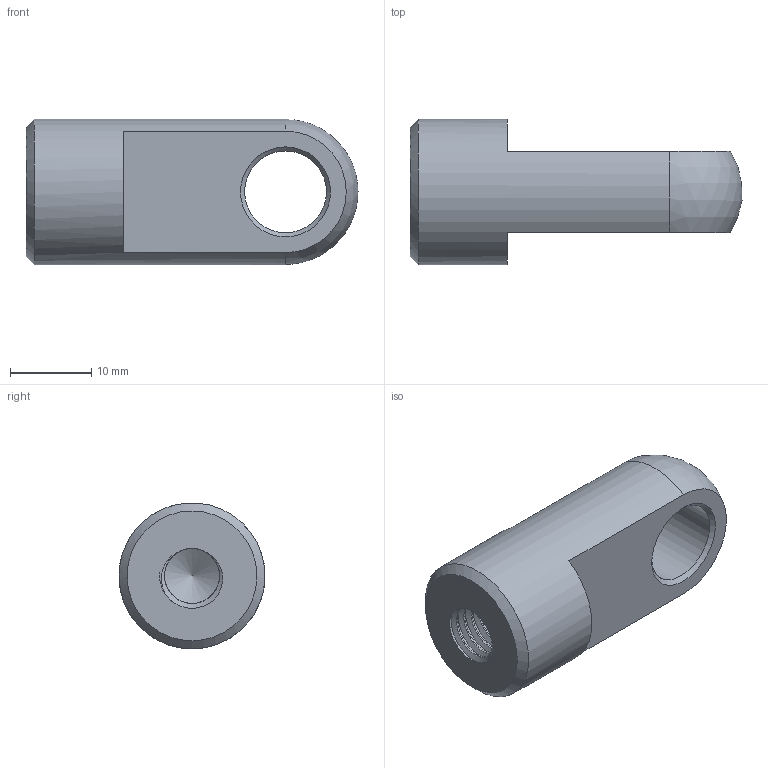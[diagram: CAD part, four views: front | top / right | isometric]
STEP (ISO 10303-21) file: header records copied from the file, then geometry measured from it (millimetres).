
FILE_DESCRIPTION(/* description */ (''),/* implementation_level */ '2;1');
FILE_NAME(/* name */ 'AU32.stp',/* time_stamp */ '2024-04-16T15:41:40+03:00',/* author */ (''),/* organization */ (''),/* preprocessor_version */ 'ST-DEVELOPER v16',/* originating_system */ 'SIEMENS PLM Software NX 11.0',/* authorisation */ '');
FILE_SCHEMA (('AUTOMOTIVE_DESIGN { 1 0 10303 214 3 1 1 1 }'));
Length unit declared in the file: millimetre
Products named in the file (1): AR16_stp
Bounding box: 40.94 x 18 x 17.97 mm (x, y, z)
Volume: 6050.5 mm3; surface area: 3156.6 mm2
Topology: 1 solids, 1 shells, 29 faces, 78 edges, 51 vertices
Faces by surface type: cylinder 16, plane 6, cone 4, bspline 2, sphere 1
Full cylindrical faces by diameter (mm): 6.8 x12, 10.1 x1, 18 x1
Entity records: 3512 total; most frequent: CARTESIAN_POINT 3139, DIRECTION 70, ORIENTED_EDGE 62, EDGE_CURVE 31, AXIS2_PLACEMENT_3D 31, EDGE_LOOP 26, VERTEX_POINT 24, FACE_BOUND 20
